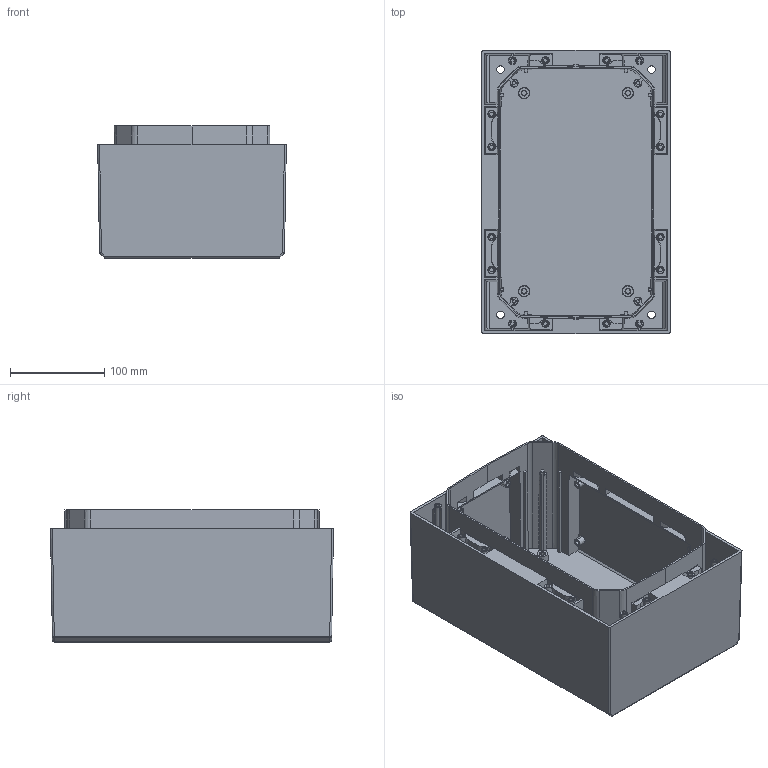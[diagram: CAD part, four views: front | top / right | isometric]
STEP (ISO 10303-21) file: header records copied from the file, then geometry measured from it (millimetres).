
FILE_DESCRIPTION (( 'STEP AP214' ), '1' );
FILE_NAME ('Cabinet 302012 Base.STEP', '2013-07-23T08:00:49', ( '' ), ( '' ), 'SwSTEP 2.0', 'SolidWorks 2012', '' );
FILE_SCHEMA (( 'AUTOMOTIVE_DESIGN' ));
Length unit declared in the file: millimetre
Products named in the file (1): Cabinet 302012 Base
Bounding box: 200 x 300 x 140 mm (x, y, z)
Volume: 846501.5 mm3; surface area: 533432.9 mm2
Topology: 1 solids, 1 shells, 612 faces, 1574 edges, 1032 vertices
Faces by surface type: plane 346, cone 148, cylinder 98, bspline 20
Entity records: 19024 total; most frequent: CARTESIAN_POINT 4191, ORIENTED_EDGE 3132, DIRECTION 3012, EDGE_CURVE 1566, VERTEX_POINT 1032, AXIS2_PLACEMENT_3D 1009, LINE 994, VECTOR 994
